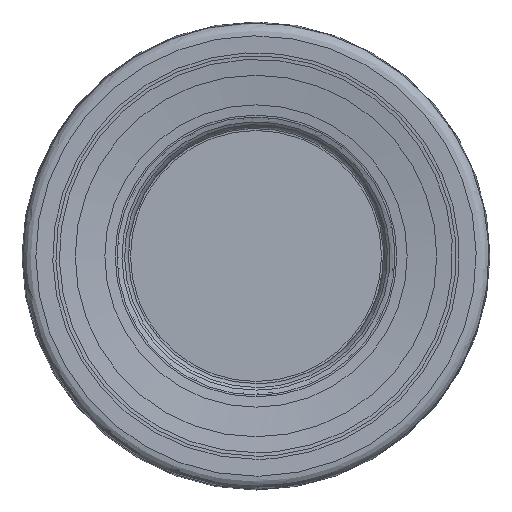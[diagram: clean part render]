
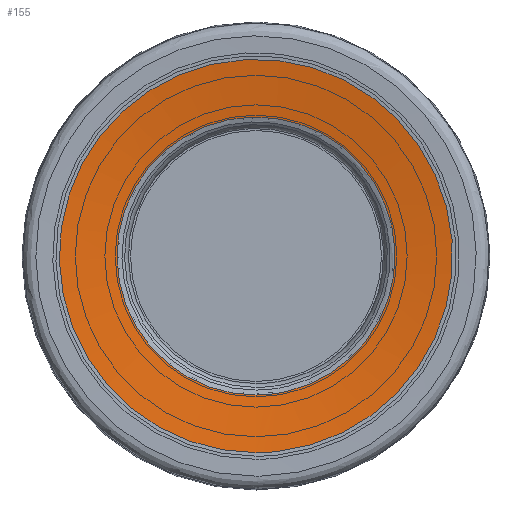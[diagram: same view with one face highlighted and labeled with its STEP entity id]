
A CAD part, left-side view. The second image highlights one B-rep face of the part: STEP entity #155.
In plain terms, the highlighted face is a revolution surface.
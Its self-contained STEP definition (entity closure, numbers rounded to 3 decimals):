
#49=SURFACE_OF_REVOLUTION('',#76,#67);
#67=AXIS1_PLACEMENT('',#831,#690);
#76=LINE('',#830,#84);
#84=VECTOR('',#689,3.668);
#155=ADVANCED_FACE('',(#228,#229),#49,.T.);
#228=FACE_BOUND('',#300,.T.);
#229=FACE_BOUND('',#301,.T.);
#300=EDGE_LOOP('',(#372));
#301=EDGE_LOOP('',(#373));
#372=ORIENTED_EDGE('',*,*,#448,.F.);
#373=ORIENTED_EDGE('',*,*,#447,.T.);
#411=VERTEX_POINT('',#825);
#412=VERTEX_POINT('',#829);
#447=EDGE_CURVE('',#411,#411,#483,.T.);
#448=EDGE_CURVE('',#412,#412,#484,.T.);
#483=CIRCLE('',#543,8.351);
#484=CIRCLE('',#545,11.816);
#543=AXIS2_PLACEMENT_3D('',#824,#682,#683);
#545=AXIS2_PLACEMENT_3D('',#828,#687,#688);
#682=DIRECTION('',(1.,0.,0.));
#683=DIRECTION('',(0.,0.,-1.));
#687=DIRECTION('',(1.,0.,0.));
#688=DIRECTION('',(0.,0.,-1.));
#689=DIRECTION('',(-0.128,-0.969,-0.212));
#690=DIRECTION('',(1.,0.,0.));
#824=CARTESIAN_POINT('',(0.546,0.,0.));
#825=CARTESIAN_POINT('',(0.546,0.,-8.351));
#828=CARTESIAN_POINT('',(0.075,0.,0.));
#829=CARTESIAN_POINT('',(0.075,0.,-11.816));
#830=CARTESIAN_POINT('',(0.546,-8.252,1.283));
#831=CARTESIAN_POINT('',(0.,0.,0.));
